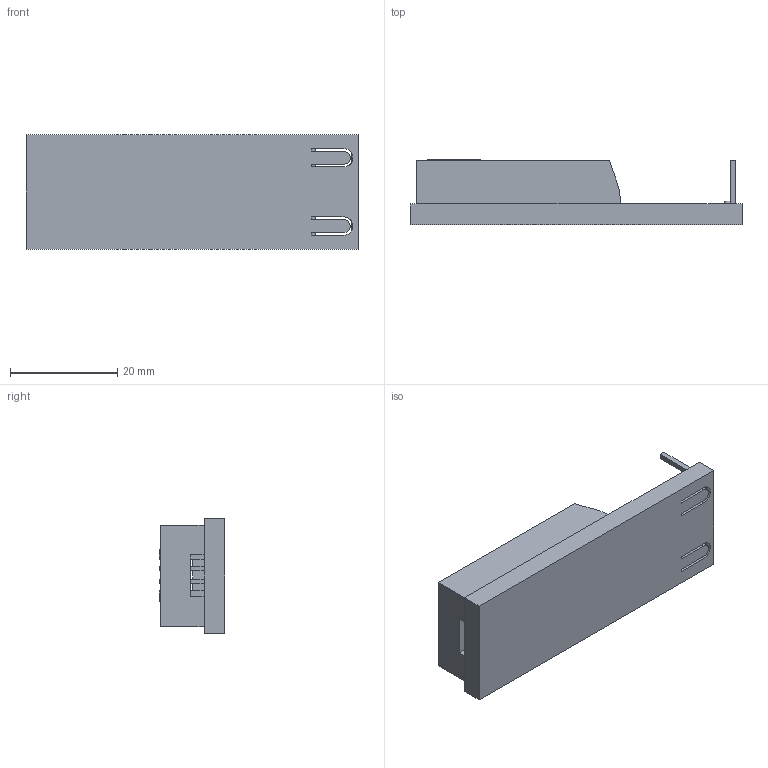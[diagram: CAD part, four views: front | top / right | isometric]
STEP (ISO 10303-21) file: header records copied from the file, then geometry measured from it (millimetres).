
FILE_DESCRIPTION(/* description */ (''),/* implementation_level */ '2;1');
FILE_NAME(/* name */ 'Lid.step',/* time_stamp */ '2025-12-13T15:33:07Z',/* author */ (''),/* organization */ (''),/* preprocessor_version */ 'ST-DEVELOPER v20.1',/* originating_system */ 'Autodesk Translation Framework v14.21.0.0',/* authorisation */ '');
FILE_SCHEMA (('AUTOMOTIVE_DESIGN { 1 0 10303 214 3 1 1 }'));
Length unit declared in the file: millimetre
Products named in the file (1): Lid
Bounding box: 61.9 x 12.23 x 21.4 mm (x, y, z)
Volume: 5116.2 mm3; surface area: 5934.8 mm2
Topology: 1 solids, 1 shells, 102 faces, 288 edges, 186 vertices
Faces by surface type: plane 89, cylinder 11, bspline 2
Full cylindrical faces by diameter (mm): 1.41 x2
Entity records: 3331 total; most frequent: CARTESIAN_POINT 629, ORIENTED_EDGE 576, DIRECTION 524, EDGE_CURVE 288, LINE 254, VECTOR 254, VERTEX_POINT 186, AXIS2_PLACEMENT_3D 135
